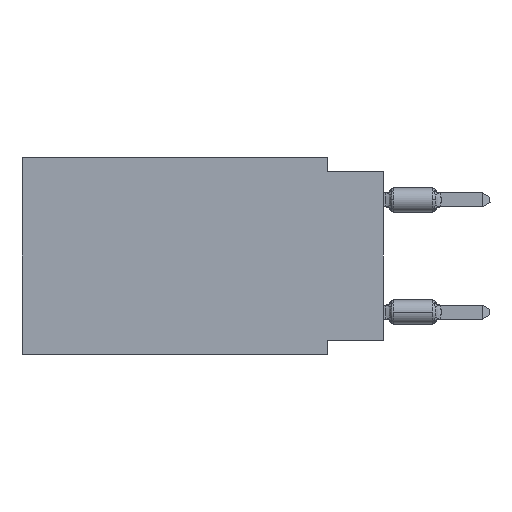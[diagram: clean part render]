
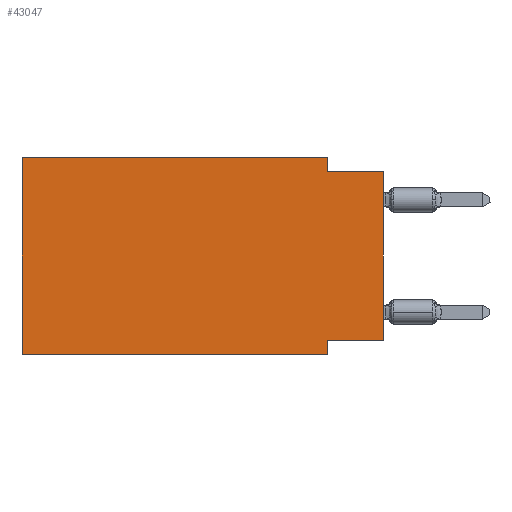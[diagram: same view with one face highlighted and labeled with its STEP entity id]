
A CAD part, left-side view. The second image highlights one B-rep face of the part: STEP entity #43047.
In plain terms, the highlighted planar face has unit normal (-1, 0, 0).
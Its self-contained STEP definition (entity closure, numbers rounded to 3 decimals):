
#1685 = VERTEX_POINT ( 'NONE', #57091 ) ;
#2585 = FACE_OUTER_BOUND ( 'NONE', #3228, .T. ) ;
#3228 = EDGE_LOOP ( 'NONE', ( #38018, #38102, #55947, #55215, #24191, #46822, #10577, #38095 ) ) ;
#4388 = CARTESIAN_POINT ( 'NONE',  ( 0., 16.383, -8.89 ) ) ;
#5686 = LINE ( 'NONE', #26459, #27735 ) ;
#7179 = CARTESIAN_POINT ( 'NONE',  ( 0., 16.383, 0. ) ) ;
#8701 = PLANE ( 'NONE',  #48805 ) ;
#10577 = ORIENTED_EDGE ( 'NONE', *, *, #43267, .F. ) ;
#12575 = CARTESIAN_POINT ( 'NONE',  ( 0., 0., -0.635 ) ) ;
#14507 = LINE ( 'NONE', #35284, #41070 ) ;
#14830 = LINE ( 'NONE', #40036, #39007 ) ;
#15600 = DIRECTION ( 'NONE',  ( 0., -1., 0. ) ) ;
#16141 = VECTOR ( 'NONE', #50704, 1000. ) ;
#17001 = DIRECTION ( 'NONE',  ( 0., -1., 0. ) ) ;
#18098 = CARTESIAN_POINT ( 'NONE',  ( 0., 2.54, -0.635 ) ) ;
#19987 = EDGE_CURVE ( 'NONE', #54846, #48558, #5686, .T. ) ;
#20729 = LINE ( 'NONE', #62282, #27804 ) ;
#20840 = VERTEX_POINT ( 'NONE', #53776 ) ;
#24191 = ORIENTED_EDGE ( 'NONE', *, *, #19987, .F. ) ;
#24839 = EDGE_CURVE ( 'NONE', #30304, #32975, #48015, .T. ) ;
#26459 = CARTESIAN_POINT ( 'NONE',  ( 0., 16.383, 0. ) ) ;
#27735 = VECTOR ( 'NONE', #63253, 1000. ) ;
#27804 = VECTOR ( 'NONE', #15600, 1000. ) ;
#27883 = CARTESIAN_POINT ( 'NONE',  ( 0., 0., -0.635 ) ) ;
#29488 = DIRECTION ( 'NONE',  ( 0., 0., -1. ) ) ;
#30304 = VERTEX_POINT ( 'NONE', #18098 ) ;
#32975 = VERTEX_POINT ( 'NONE', #12575 ) ;
#33322 = EDGE_CURVE ( 'NONE', #54846, #35469, #35364, .T. ) ;
#33614 = CARTESIAN_POINT ( 'NONE',  ( 0., 16.383, 0. ) ) ;
#34015 = LINE ( 'NONE', #54800, #16141 ) ;
#35124 = CARTESIAN_POINT ( 'NONE',  ( 0., 16.383, -8.89 ) ) ;
#35248 = EDGE_CURVE ( 'NONE', #1685, #30304, #14507, .T. ) ;
#35284 = CARTESIAN_POINT ( 'NONE',  ( 0., 2.54, 0. ) ) ;
#35364 = LINE ( 'NONE', #4388, #45197 ) ;
#35469 = VERTEX_POINT ( 'NONE', #59075 ) ;
#35558 = CARTESIAN_POINT ( 'NONE',  ( 0., 0., -8.255 ) ) ;
#38018 = ORIENTED_EDGE ( 'NONE', *, *, #42421, .T. ) ;
#38095 = ORIENTED_EDGE ( 'NONE', *, *, #55759, .F. ) ;
#38102 = ORIENTED_EDGE ( 'NONE', *, *, #24839, .F. ) ;
#39007 = VECTOR ( 'NONE', #60832, 1000. ) ;
#40036 = CARTESIAN_POINT ( 'NONE',  ( 0., 2.54, -8.89 ) ) ;
#41070 = VECTOR ( 'NONE', #51313, 1000. ) ;
#42133 = VERTEX_POINT ( 'NONE', #52480 ) ;
#42421 = EDGE_CURVE ( 'NONE', #20840, #32975, #34015, .T. ) ;
#43047 = ADVANCED_FACE ( 'NONE', ( #2585 ), #8701, .F. ) ;
#43267 = EDGE_CURVE ( 'NONE', #42133, #35469, #14830, .T. ) ;
#45197 = VECTOR ( 'NONE', #51390, 1000. ) ;
#45953 = EDGE_CURVE ( 'NONE', #48558, #1685, #20729, .T. ) ;
#46100 = LINE ( 'NONE', #35558, #53970 ) ;
#46822 = ORIENTED_EDGE ( 'NONE', *, *, #33322, .T. ) ;
#48015 = LINE ( 'NONE', #27883, #52302 ) ;
#48558 = VERTEX_POINT ( 'NONE', #7179 ) ;
#48805 = AXIS2_PLACEMENT_3D ( 'NONE', #33614, #59823, #29488 ) ;
#50704 = DIRECTION ( 'NONE',  ( 0., 0., 1. ) ) ;
#51313 = DIRECTION ( 'NONE',  ( 0., 0., -1. ) ) ;
#51390 = DIRECTION ( 'NONE',  ( 0., -1., 0. ) ) ;
#52302 = VECTOR ( 'NONE', #17001, 1000. ) ;
#52480 = CARTESIAN_POINT ( 'NONE',  ( 0., 2.54, -8.255 ) ) ;
#53776 = CARTESIAN_POINT ( 'NONE',  ( 0., 0., -8.255 ) ) ;
#53970 = VECTOR ( 'NONE', #66871, 1000. ) ;
#54800 = CARTESIAN_POINT ( 'NONE',  ( 0., 0., 0. ) ) ;
#54846 = VERTEX_POINT ( 'NONE', #35124 ) ;
#55215 = ORIENTED_EDGE ( 'NONE', *, *, #45953, .F. ) ;
#55759 = EDGE_CURVE ( 'NONE', #20840, #42133, #46100, .T. ) ;
#55947 = ORIENTED_EDGE ( 'NONE', *, *, #35248, .F. ) ;
#57091 = CARTESIAN_POINT ( 'NONE',  ( 0., 2.54, 0. ) ) ;
#59075 = CARTESIAN_POINT ( 'NONE',  ( 0., 2.54, -8.89 ) ) ;
#59823 = DIRECTION ( 'NONE',  ( 1., 0., 0. ) ) ;
#60832 = DIRECTION ( 'NONE',  ( 0., 0., -1. ) ) ;
#62282 = CARTESIAN_POINT ( 'NONE',  ( 0., 16.383, 0. ) ) ;
#63253 = DIRECTION ( 'NONE',  ( 0., 0., 1. ) ) ;
#66871 = DIRECTION ( 'NONE',  ( 0., 1., 0. ) ) ;
